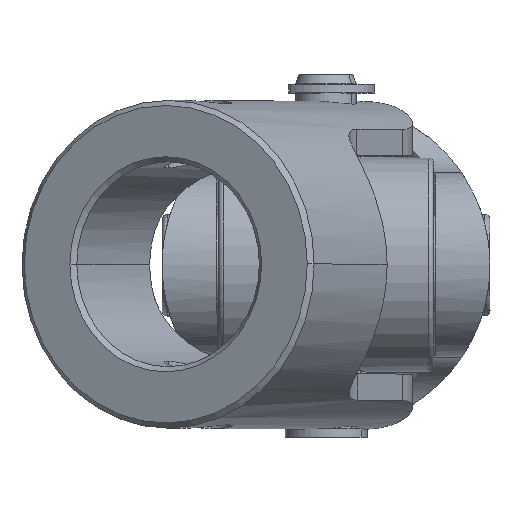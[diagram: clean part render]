
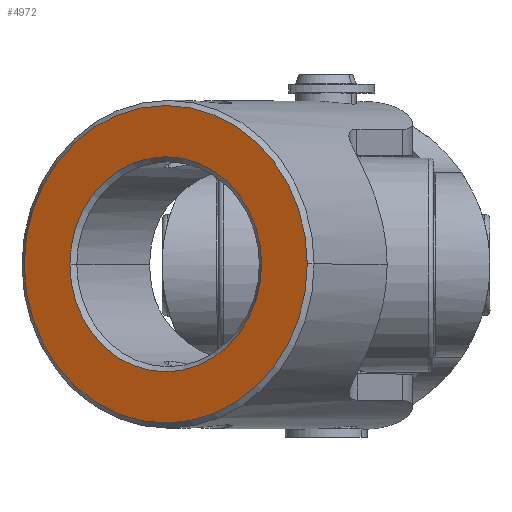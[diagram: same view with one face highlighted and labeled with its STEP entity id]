
A CAD part, left-side view. The second image highlights one B-rep face of the part: STEP entity #4972.
In plain terms, the highlighted face is planar.
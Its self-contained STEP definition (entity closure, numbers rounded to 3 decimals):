
#398 = EDGE_LOOP ( 'NONE', ( #642, #3795 ) ) ;
#459 = CARTESIAN_POINT ( 'NONE',  ( 0., -12.5, 0. ) ) ;
#485 = DIRECTION ( 'NONE',  ( 0., 0., 1. ) ) ;
#571 = CARTESIAN_POINT ( 'NONE',  ( 0., -12.5, 0. ) ) ;
#642 = ORIENTED_EDGE ( 'NONE', *, *, #5278, .T. ) ;
#700 = DIRECTION ( 'NONE',  ( 0., -1., 0. ) ) ;
#703 = CIRCLE ( 'NONE', #4505, 5.25 ) ;
#739 = DIRECTION ( 'NONE',  ( 0., 0., 1. ) ) ;
#795 = CIRCLE ( 'NONE', #2041, 5.25 ) ;
#840 = CARTESIAN_POINT ( 'NONE',  ( 0., -12.5, -7.75 ) ) ;
#1063 = CIRCLE ( 'NONE', #1534, 7.75 ) ;
#1162 = CARTESIAN_POINT ( 'NONE',  ( 0., -12.5, 0. ) ) ;
#1388 = AXIS2_PLACEMENT_3D ( 'NONE', #5661, #700, #1619 ) ;
#1433 = VERTEX_POINT ( 'NONE', #840 ) ;
#1534 = AXIS2_PLACEMENT_3D ( 'NONE', #3001, #4830, #739 ) ;
#1619 = DIRECTION ( 'NONE',  ( 0., 0., 1. ) ) ;
#1758 = CARTESIAN_POINT ( 'NONE',  ( 0., -12.5, 5.25 ) ) ;
#1828 = DIRECTION ( 'NONE',  ( 0., 1., 0. ) ) ;
#1885 = CARTESIAN_POINT ( 'NONE',  ( 0., -12.5, 7.75 ) ) ;
#1999 = EDGE_CURVE ( 'NONE', #1433, #4387, #3176, .T. ) ;
#2041 = AXIS2_PLACEMENT_3D ( 'NONE', #459, #1828, #485 ) ;
#2526 = DIRECTION ( 'NONE',  ( 0., 0., 1. ) ) ;
#2772 = EDGE_CURVE ( 'NONE', #4387, #1433, #1063, .T. ) ;
#3001 = CARTESIAN_POINT ( 'NONE',  ( 0., -12.5, 0. ) ) ;
#3012 = ORIENTED_EDGE ( 'NONE', *, *, #1999, .T. ) ;
#3142 = EDGE_LOOP ( 'NONE', ( #3516, #3012 ) ) ;
#3176 = CIRCLE ( 'NONE', #1388, 7.75 ) ;
#3260 = CARTESIAN_POINT ( 'NONE',  ( 0., -12.5, -5.25 ) ) ;
#3516 = ORIENTED_EDGE ( 'NONE', *, *, #2772, .T. ) ;
#3691 = DIRECTION ( 'NONE',  ( 0., 1., 0. ) ) ;
#3795 = ORIENTED_EDGE ( 'NONE', *, *, #5503, .T. ) ;
#3824 = AXIS2_PLACEMENT_3D ( 'NONE', #1162, #4795, #2526 ) ;
#3856 = FACE_BOUND ( 'NONE', #398, .T. ) ;
#4036 = VERTEX_POINT ( 'NONE', #3260 ) ;
#4387 = VERTEX_POINT ( 'NONE', #1885 ) ;
#4505 = AXIS2_PLACEMENT_3D ( 'NONE', #571, #3691, #5043 ) ;
#4726 = VERTEX_POINT ( 'NONE', #1758 ) ;
#4795 = DIRECTION ( 'NONE',  ( 0., 1., 0. ) ) ;
#4830 = DIRECTION ( 'NONE',  ( 0., -1., 0. ) ) ;
#4972 = ADVANCED_FACE ( 'NONE', ( #3856, #5672 ), #5244, .F. ) ;
#5043 = DIRECTION ( 'NONE',  ( 0., 0., 1. ) ) ;
#5244 = PLANE ( 'NONE',  #3824 ) ;
#5278 = EDGE_CURVE ( 'NONE', #4036, #4726, #795, .T. ) ;
#5503 = EDGE_CURVE ( 'NONE', #4726, #4036, #703, .T. ) ;
#5661 = CARTESIAN_POINT ( 'NONE',  ( 0., -12.5, 0. ) ) ;
#5672 = FACE_OUTER_BOUND ( 'NONE', #3142, .T. ) ;
